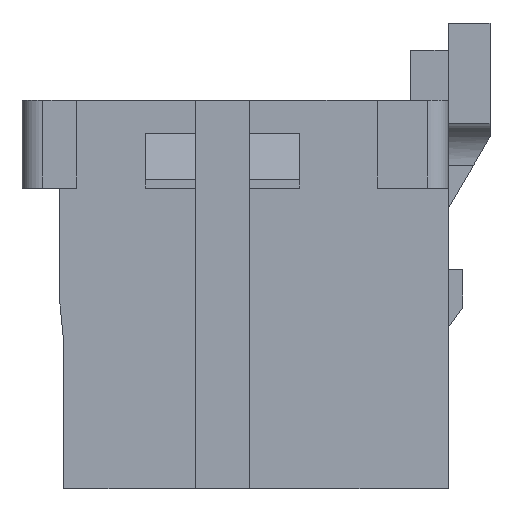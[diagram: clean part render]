
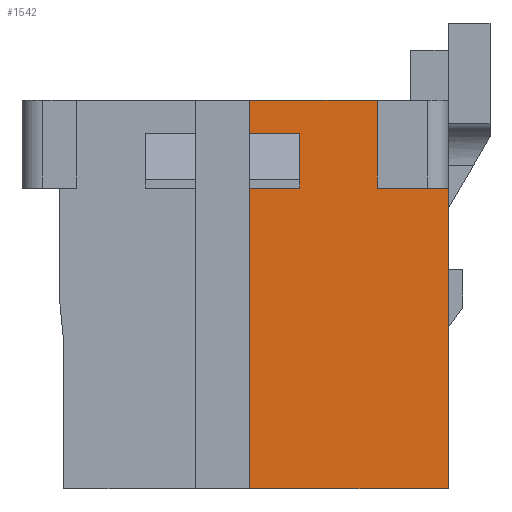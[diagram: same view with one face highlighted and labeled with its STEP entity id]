
A CAD part, left-side view. The second image highlights one B-rep face of the part: STEP entity #1542.
In plain terms, the highlighted planar face has unit normal (-1, 0, 0).
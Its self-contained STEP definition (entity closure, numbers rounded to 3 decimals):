
#1542 = ADVANCED_FACE( '', ( #3350 ), #3351, .F. );
#3350 = FACE_OUTER_BOUND( '', #5416, .T. );
#3351 = PLANE( '', #5417 );
#5416 = EDGE_LOOP( '', ( #10204, #10205, #10206, #10207, #10208, #10209, #10210, #10211, #10212, #10213 ) );
#5417 = AXIS2_PLACEMENT_3D( '', #10214, #10215, #10216 );
#10204 = ORIENTED_EDGE( '', *, *, #14543, .T. );
#10205 = ORIENTED_EDGE( '', *, *, #13563, .T. );
#10206 = ORIENTED_EDGE( '', *, *, #14544, .F. );
#10207 = ORIENTED_EDGE( '', *, *, #14545, .F. );
#10208 = ORIENTED_EDGE( '', *, *, #13255, .F. );
#10209 = ORIENTED_EDGE( '', *, *, #13073, .F. );
#10210 = ORIENTED_EDGE( '', *, *, #13707, .F. );
#10211 = ORIENTED_EDGE( '', *, *, #14509, .F. );
#10212 = ORIENTED_EDGE( '', *, *, #14546, .F. );
#10213 = ORIENTED_EDGE( '', *, *, #14547, .T. );
#10214 = CARTESIAN_POINT( '', ( -10.8, 0., 0. ) );
#10215 = DIRECTION( '', ( 1., 0., 0. ) );
#10216 = DIRECTION( '', ( 0., 0., -1. ) );
#13073 = EDGE_CURVE( '', #15999, #15993, #16001, .T. );
#13255 = EDGE_CURVE( '', #15993, #16307, #16308, .T. );
#13563 = EDGE_CURVE( '', #16810, #16811, #16812, .T. );
#13707 = EDGE_CURVE( '', #17024, #15999, #17025, .T. );
#14509 = EDGE_CURVE( '', #18117, #17024, #18119, .T. );
#14543 = EDGE_CURVE( '', #18164, #16810, #18165, .T. );
#14544 = EDGE_CURVE( '', #18166, #16811, #18167, .T. );
#14545 = EDGE_CURVE( '', #16307, #18166, #18168, .T. );
#14546 = EDGE_CURVE( '', #18169, #18117, #18170, .T. );
#14547 = EDGE_CURVE( '', #18169, #18164, #18171, .T. );
#15993 = VERTEX_POINT( '', #20106 );
#15999 = VERTEX_POINT( '', #20114 );
#16001 = LINE( '', #20117, #20118 );
#16307 = VERTEX_POINT( '', #20567 );
#16308 = LINE( '', #20568, #20569 );
#16810 = VERTEX_POINT( '', #21316 );
#16811 = VERTEX_POINT( '', #21317 );
#16812 = LINE( '', #21318, #21319 );
#17024 = VERTEX_POINT( '', #21641 );
#17025 = LINE( '', #21642, #21643 );
#18117 = VERTEX_POINT( '', #23318 );
#18119 = LINE( '', #23321, #23322 );
#18164 = VERTEX_POINT( '', #23395 );
#18165 = LINE( '', #23396, #23397 );
#18166 = VERTEX_POINT( '', #23398 );
#18167 = LINE( '', #23399, #23400 );
#18168 = LINE( '', #23401, #23402 );
#18169 = VERTEX_POINT( '', #23403 );
#18170 = LINE( '', #23404, #23405 );
#18171 = LINE( '', #23406, #23407 );
#20106 = CARTESIAN_POINT( '', ( -10.8, -5.1, 2.55 ) );
#20114 = CARTESIAN_POINT( '', ( -10.8, -3.4, 2.55 ) );
#20117 = CARTESIAN_POINT( '', ( -10.8, -3.4, 2.55 ) );
#20118 = VECTOR( '', #24684, 1000. );
#20567 = CARTESIAN_POINT( '', ( -10.8, -5.1, -4.65 ) );
#20568 = CARTESIAN_POINT( '', ( -10.8, -5.1, 4.65 ) );
#20569 = VECTOR( '', #24840, 1000. );
#21316 = CARTESIAN_POINT( '', ( -10.8, -1.55, 2.55 ) );
#21317 = CARTESIAN_POINT( '', ( -10.8, -0.35, 2.55 ) );
#21318 = CARTESIAN_POINT( '', ( -10.8, -1.55, 2.55 ) );
#21319 = VECTOR( '', #25101, 1000. );
#21641 = CARTESIAN_POINT( '', ( -10.8, -3.4, 4.65 ) );
#21642 = CARTESIAN_POINT( '', ( -10.8, -3.4, 4.65 ) );
#21643 = VECTOR( '', #25212, 1000. );
#23318 = CARTESIAN_POINT( '', ( -10.8, -0.35, 4.65 ) );
#23321 = CARTESIAN_POINT( '', ( -10.8, 5.1, 4.65 ) );
#23322 = VECTOR( '', #25842, 1000. );
#23395 = CARTESIAN_POINT( '', ( -10.8, -1.55, 3.85 ) );
#23396 = CARTESIAN_POINT( '', ( -10.8, -1.55, 3.85 ) );
#23397 = VECTOR( '', #25874, 1000. );
#23398 = CARTESIAN_POINT( '', ( -10.8, -0.35, -4.65 ) );
#23399 = CARTESIAN_POINT( '', ( -10.8, -0.35, -4.65 ) );
#23400 = VECTOR( '', #25875, 1000. );
#23401 = CARTESIAN_POINT( '', ( -10.8, -5.1, -4.65 ) );
#23402 = VECTOR( '', #25876, 1000. );
#23403 = CARTESIAN_POINT( '', ( -10.8, -0.35, 3.85 ) );
#23404 = CARTESIAN_POINT( '', ( -10.8, -0.35, -4.65 ) );
#23405 = VECTOR( '', #25877, 1000. );
#23406 = CARTESIAN_POINT( '', ( -10.8, -0.35, 3.85 ) );
#23407 = VECTOR( '', #25878, 1000. );
#24684 = DIRECTION( '', ( 0., -1., 0. ) );
#24840 = DIRECTION( '', ( 0., 0., -1. ) );
#25101 = DIRECTION( '', ( 0., 1., 0. ) );
#25212 = DIRECTION( '', ( 0., 0., -1. ) );
#25842 = DIRECTION( '', ( 0., -1., 0. ) );
#25874 = DIRECTION( '', ( 0., 0., -1. ) );
#25875 = DIRECTION( '', ( 0., 0., 1. ) );
#25876 = DIRECTION( '', ( 0., 1., 0. ) );
#25877 = DIRECTION( '', ( 0., 0., 1. ) );
#25878 = DIRECTION( '', ( 0., -1., 0. ) );
